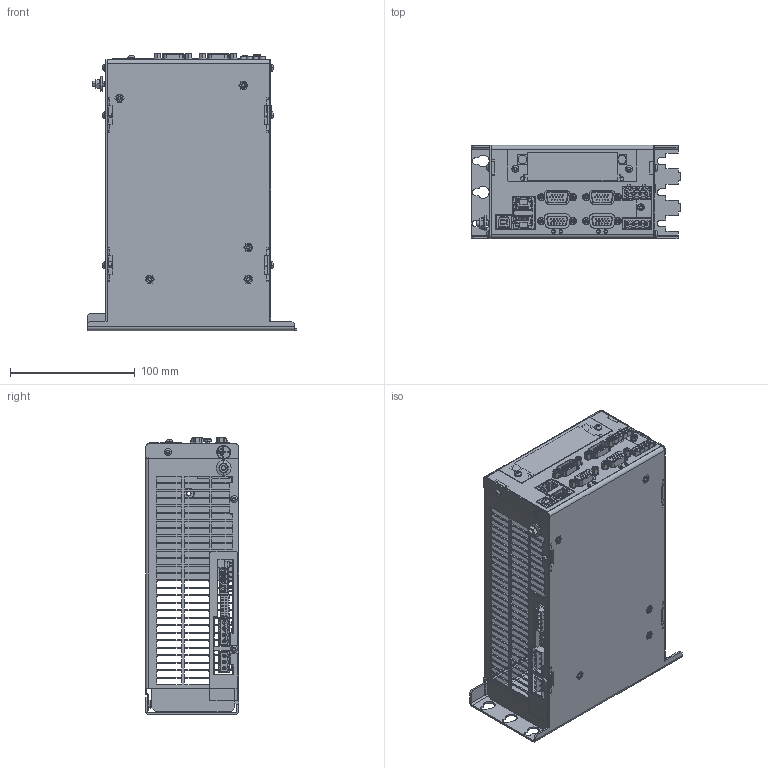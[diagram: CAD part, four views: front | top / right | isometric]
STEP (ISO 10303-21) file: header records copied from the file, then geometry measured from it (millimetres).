
FILE_DESCRIPTION((''),'2;1');
FILE_NAME('ACCURET_300_75MM_ASM','2019-06-11T13:27:48',('ch5999'),(''),'CREO PARAMETRIC BY PTC INC, 2017380','CREO PARAMETRIC BY PTC INC, 2017380','');
FILE_SCHEMA(('AUTOMOTIVE_DESIGN { 1 0 10303 214 1 1 1 1 }'));
Products named in the file (32): 730307-01-K01_3; 686783-01-A01_5; 625480-01-A01_5; 730307-01-K01_ASM_3_ASM; 664179-01-K01_6; 660112-01-K01_7; 658716-01-K01_6; 653121-01-K01_6; 348994-01_6; 580760-03-K01_6; 202990-07-K01_6; 660935-01-K01_6; 685620-01-K01_7; 682892-02-A01_ASM_6_ASM; 687995-01-A01_ASM_5_ASM; 257201-12-K01_5; 730308-01-K01_4; 295833-01_5; 238326-06_5; 281666-18_5; 730308-01-K01_ASM_4_ASM; 355940-09-Z01_5; 316698-02-A01_5; 678688-01-Z01_5; 728812-01-K01_5; 730309-01-K01_ASM_3_ASM; 686819-01-K01_6; 635483-01-K01_5; 727349-01-K01; 673397-01-K01_3; 716932-01-K01_ASM_5_ASM; ACCURET_300_75MM_ASM
Assembly tree (53 placements, depth 5):
  ACCURET_300_75MM_ASM
    716932-01-K01_ASM_5_ASM
      730309-01-K01_ASM_3_ASM
        730307-01-K01_ASM_3_ASM
          730307-01-K01_3
          686783-01-A01_5  x5
          625480-01-A01_5  x3
        682892-02-A01_ASM_6_ASM
          664179-01-K01_6
          660112-01-K01_7
          658716-01-K01_6  x2
          653121-01-K01_6
          348994-01_6
          580760-03-K01_6
          202990-07-K01_6
          660935-01-K01_6
          685620-01-K01_7
        687995-01-A01_ASM_5_ASM
          685620-01-K01_7
        257201-12-K01_5  x8
        730308-01-K01_ASM_4_ASM
          730308-01-K01_4
          295833-01_5
          238326-06_5
          281666-18_5
        355940-09-Z01_5  x6
        316698-02-A01_5
        678688-01-Z01_5
        728812-01-K01_5
      686819-01-K01_6
      635483-01-K01_5
      727349-01-K01
      673397-01-K01_3
      355940-09-Z01_5  x2
Bounding box: 168 x 74.6 x 222 mm (x, y, z)
Volume: 171673.8 mm3; surface area: 260674.6 mm2
Topology: 47 solids, 67 shells, 6404 faces, 16391 edges, 10402 vertices
Faces by surface type: plane 4249, cylinder 1791, cone 298, sphere 42, torus 24
Entity records: 184091 total; most frequent: CARTESIAN_POINT 27208, DIRECTION 25638, ORIENTED_EDGE 25420, EDGE_CURVE 12718, VECTOR 9306, LINE 9306, AXIS2_PLACEMENT_3D 8166, VERTEX_POINT 8128
